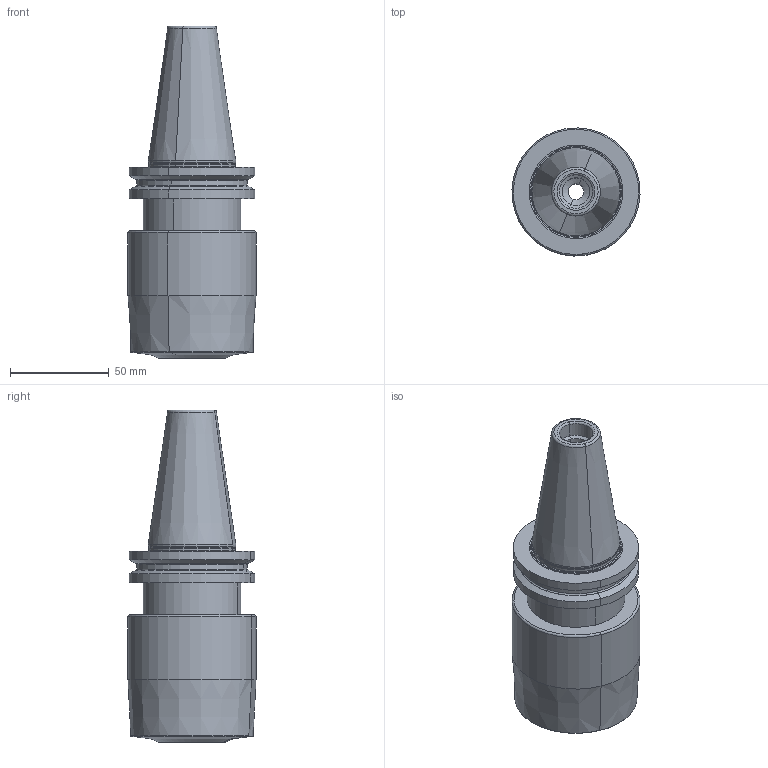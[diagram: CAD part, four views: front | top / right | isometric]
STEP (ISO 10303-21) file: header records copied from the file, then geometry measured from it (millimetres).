
FILE_DESCRIPTION((''),'2;1');
FILE_NAME('607225396-000-00-E43','2020-08-12T13:36:47',('bernerhp'),(''),'CREO PARAMETRIC BY PTC INC, 2019030','CREO PARAMETRIC BY PTC INC, 2019030','');
FILE_SCHEMA(('AP242_MANAGED_MODEL_BASED_3D_ENGINEERING_MIM_LF { 1 0 10303 442 1 1 4 }'));
Length unit declared in the file: millimetre
Products named in the file (1): 607225396-000-00-E43
Bounding box: 64.96 x 64.96 x 168.4 mm (x, y, z)
Volume: 309090 mm3; surface area: 43132.3 mm2
Topology: 1 solids, 1 shells, 81 faces, 297 edges, 225 vertices
Faces by surface type: torus 26, cylinder 24, cone 22, plane 9
Entity records: 4068 total; most frequent: DIRECTION 622, CARTESIAN_POINT 475, ORIENTED_EDGE 324, PRESENTATION_STYLE_ASSIGNMENT 301, STYLED_ITEM 301, CURVE_STYLE 300, AXIS2_PLACEMENT_3D 240, EDGE_CURVE 162
